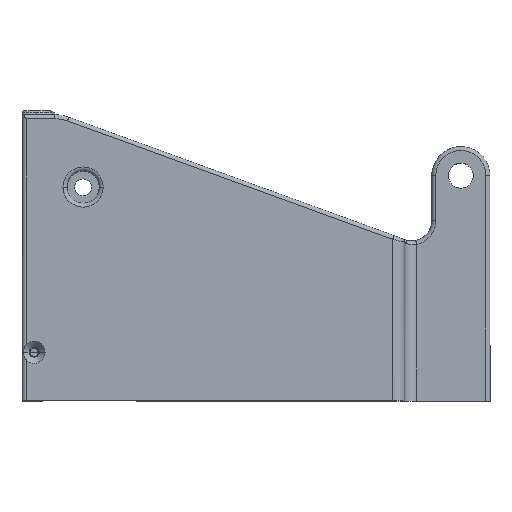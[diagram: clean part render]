
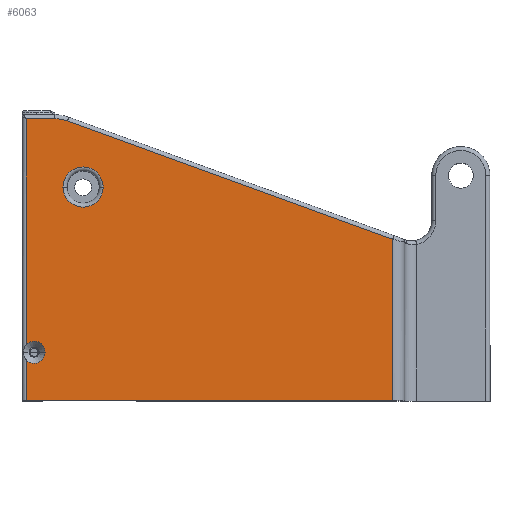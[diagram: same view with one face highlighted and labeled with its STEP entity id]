
A CAD part, top view. The second image highlights one B-rep face of the part: STEP entity #6063.
In plain terms, the highlighted planar face has unit normal (0, 0, 1).
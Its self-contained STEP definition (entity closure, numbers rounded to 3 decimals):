
#58 = VERTEX_POINT ( 'NONE', #11381 ) ;
#60 = VECTOR ( 'NONE', #7657, 1000. ) ;
#311 = DIRECTION ( 'NONE',  ( 1., 0., 0. ) ) ;
#525 = EDGE_CURVE ( 'NONE', #6346, #58, #7674, .T. ) ;
#667 = ORIENTED_EDGE ( 'NONE', *, *, #10889, .T. ) ;
#764 = VECTOR ( 'NONE', #8441, 1000. ) ;
#789 = ORIENTED_EDGE ( 'NONE', *, *, #10183, .T. ) ;
#957 = VERTEX_POINT ( 'NONE', #3811 ) ;
#1063 = VERTEX_POINT ( 'NONE', #4480 ) ;
#1207 = CARTESIAN_POINT ( 'NONE',  ( 22.607, 62.113, 47.1 ) ) ;
#1401 = ORIENTED_EDGE ( 'NONE', *, *, #8791, .T. ) ;
#1676 = VERTEX_POINT ( 'NONE', #11936 ) ;
#1884 = CIRCLE ( 'NONE', #10573, 2.75 ) ;
#1886 = ORIENTED_EDGE ( 'NONE', *, *, #525, .T. ) ;
#2422 = EDGE_LOOP ( 'NONE', ( #1401, #3463, #7579, #12355, #3427, #3913, #4912, #667, #789 ) ) ;
#2526 = CIRCLE ( 'NONE', #5104, 2.75 ) ;
#2548 = VERTEX_POINT ( 'NONE', #7652 ) ;
#2674 = DIRECTION ( 'NONE',  ( 0., 0., 1. ) ) ;
#3293 = CARTESIAN_POINT ( 'NONE',  ( 10.2, 51.6, 47.1 ) ) ;
#3427 = ORIENTED_EDGE ( 'NONE', *, *, #3544, .F. ) ;
#3463 = ORIENTED_EDGE ( 'NONE', *, *, #11073, .T. ) ;
#3544 = EDGE_CURVE ( 'NONE', #1063, #5979, #6461, .T. ) ;
#3644 = CARTESIAN_POINT ( 'NONE',  ( -4., 12.387, 47.1 ) ) ;
#3767 = DIRECTION ( 'NONE',  ( 0., -1., 0. ) ) ;
#3776 = EDGE_LOOP ( 'NONE', ( #1886, #4715 ) ) ;
#3811 = CARTESIAN_POINT ( 'NONE',  ( 6.275, 68.057, 47.1 ) ) ;
#3913 = ORIENTED_EDGE ( 'NONE', *, *, #8630, .T. ) ;
#4457 = AXIS2_PLACEMENT_3D ( 'NONE', #5678, #9581, #4745 ) ;
#4480 = CARTESIAN_POINT ( 'NONE',  ( 87.2, -1.6, 47.1 ) ) ;
#4715 = ORIENTED_EDGE ( 'NONE', *, *, #10010, .T. ) ;
#4745 = DIRECTION ( 'NONE',  ( 1., 0., 0. ) ) ;
#4912 = ORIENTED_EDGE ( 'NONE', *, *, #7431, .T. ) ;
#5104 = AXIS2_PLACEMENT_3D ( 'NONE', #8443, #6199, #12356 ) ;
#5293 = VECTOR ( 'NONE', #10500, 1000. ) ;
#5377 = DIRECTION ( 'NONE',  ( -0.94, 0.342, 0. ) ) ;
#5678 = CARTESIAN_POINT ( 'NONE',  ( 3.197, 59.6, 47.1 ) ) ;
#5711 = DIRECTION ( 'NONE',  ( 0., 0., -1. ) ) ;
#5765 = FACE_BOUND ( 'NONE', #3776, .T. ) ;
#5779 = CARTESIAN_POINT ( 'NONE',  ( -2., 10.5, 47.1 ) ) ;
#5888 = DIRECTION ( 'NONE',  ( 1., 0., 0. ) ) ;
#5903 = LINE ( 'NONE', #6909, #7641 ) ;
#5916 = AXIS2_PLACEMENT_3D ( 'NONE', #7755, #2674, #5888 ) ;
#5979 = VERTEX_POINT ( 'NONE', #9996 ) ;
#6063 = ADVANCED_FACE ( 'NONE', ( #9715, #5765 ), #10853, .T. ) ;
#6199 = DIRECTION ( 'NONE',  ( 0., 0., -1. ) ) ;
#6346 = VERTEX_POINT ( 'NONE', #8996 ) ;
#6461 = LINE ( 'NONE', #10474, #764 ) ;
#6909 = CARTESIAN_POINT ( 'NONE',  ( -4., -1.6, 47.1 ) ) ;
#6937 = DIRECTION ( 'NONE',  ( 1., 0., 0. ) ) ;
#6976 = DIRECTION ( 'NONE',  ( 1., 0., 0. ) ) ;
#7176 = EDGE_CURVE ( 'NONE', #10686, #5979, #5903, .T. ) ;
#7177 = EDGE_CURVE ( 'NONE', #1676, #10686, #1884, .T. ) ;
#7269 = CARTESIAN_POINT ( 'NONE',  ( -4., 68.6, 47.1 ) ) ;
#7351 = LINE ( 'NONE', #9458, #5293 ) ;
#7431 = EDGE_CURVE ( 'NONE', #2548, #957, #9349, .T. ) ;
#7536 = CIRCLE ( 'NONE', #10475, 5. ) ;
#7579 = ORIENTED_EDGE ( 'NONE', *, *, #7177, .T. ) ;
#7641 = VECTOR ( 'NONE', #3767, 1000. ) ;
#7652 = CARTESIAN_POINT ( 'NONE',  ( 87.2, 38.603, 47.1 ) ) ;
#7657 = DIRECTION ( 'NONE',  ( -1., 0., 0. ) ) ;
#7674 = CIRCLE ( 'NONE', #9972, 5. ) ;
#7755 = CARTESIAN_POINT ( 'NONE',  ( 0., 0., 47.1 ) ) ;
#8425 = VERTEX_POINT ( 'NONE', #3644 ) ;
#8441 = DIRECTION ( 'NONE',  ( -1., 0., 0. ) ) ;
#8443 = CARTESIAN_POINT ( 'NONE',  ( -2., 10.5, 47.1 ) ) ;
#8630 = EDGE_CURVE ( 'NONE', #1063, #2548, #7351, .T. ) ;
#8664 = DIRECTION ( 'NONE',  ( 0., -1., 0. ) ) ;
#8708 = LINE ( 'NONE', #12764, #60 ) ;
#8791 = EDGE_CURVE ( 'NONE', #11154, #8425, #9652, .T. ) ;
#8974 = VERTEX_POINT ( 'NONE', #13121 ) ;
#8996 = CARTESIAN_POINT ( 'NONE',  ( 15.2, 51.6, 47.1 ) ) ;
#8998 = VECTOR ( 'NONE', #8664, 1000. ) ;
#9052 = DIRECTION ( 'NONE',  ( 0., 0., -1. ) ) ;
#9349 = LINE ( 'NONE', #1207, #12303 ) ;
#9458 = CARTESIAN_POINT ( 'NONE',  ( 87.2, 38.575, 47.1 ) ) ;
#9581 = DIRECTION ( 'NONE',  ( 0., 0., 1. ) ) ;
#9652 = LINE ( 'NONE', #10847, #8998 ) ;
#9715 = FACE_OUTER_BOUND ( 'NONE', #2422, .T. ) ;
#9972 = AXIS2_PLACEMENT_3D ( 'NONE', #3293, #12516, #311 ) ;
#9996 = CARTESIAN_POINT ( 'NONE',  ( -4., -1.6, 47.1 ) ) ;
#10010 = EDGE_CURVE ( 'NONE', #58, #6346, #7536, .T. ) ;
#10144 = CIRCLE ( 'NONE', #4457, 9. ) ;
#10183 = EDGE_CURVE ( 'NONE', #8974, #11154, #8708, .T. ) ;
#10474 = CARTESIAN_POINT ( 'NONE',  ( 87.2, -1.6, 47.1 ) ) ;
#10475 = AXIS2_PLACEMENT_3D ( 'NONE', #11912, #9052, #6937 ) ;
#10500 = DIRECTION ( 'NONE',  ( 0., 1., 0. ) ) ;
#10573 = AXIS2_PLACEMENT_3D ( 'NONE', #5779, #5711, #6976 ) ;
#10686 = VERTEX_POINT ( 'NONE', #11177 ) ;
#10847 = CARTESIAN_POINT ( 'NONE',  ( -4., -1.6, 47.1 ) ) ;
#10853 = PLANE ( 'NONE',  #5916 ) ;
#10889 = EDGE_CURVE ( 'NONE', #957, #8974, #10144, .T. ) ;
#11073 = EDGE_CURVE ( 'NONE', #8425, #1676, #2526, .T. ) ;
#11154 = VERTEX_POINT ( 'NONE', #7269 ) ;
#11177 = CARTESIAN_POINT ( 'NONE',  ( -4., 8.613, 47.1 ) ) ;
#11381 = CARTESIAN_POINT ( 'NONE',  ( 5.2, 51.6, 47.1 ) ) ;
#11912 = CARTESIAN_POINT ( 'NONE',  ( 10.2, 51.6, 47.1 ) ) ;
#11936 = CARTESIAN_POINT ( 'NONE',  ( 0.75, 10.5, 47.1 ) ) ;
#12303 = VECTOR ( 'NONE', #5377, 1000. ) ;
#12355 = ORIENTED_EDGE ( 'NONE', *, *, #7176, .T. ) ;
#12356 = DIRECTION ( 'NONE',  ( 1., 0., 0. ) ) ;
#12516 = DIRECTION ( 'NONE',  ( 0., 0., -1. ) ) ;
#12764 = CARTESIAN_POINT ( 'NONE',  ( 0., 68.6, 47.1 ) ) ;
#13121 = CARTESIAN_POINT ( 'NONE',  ( 3.197, 68.6, 47.1 ) ) ;
